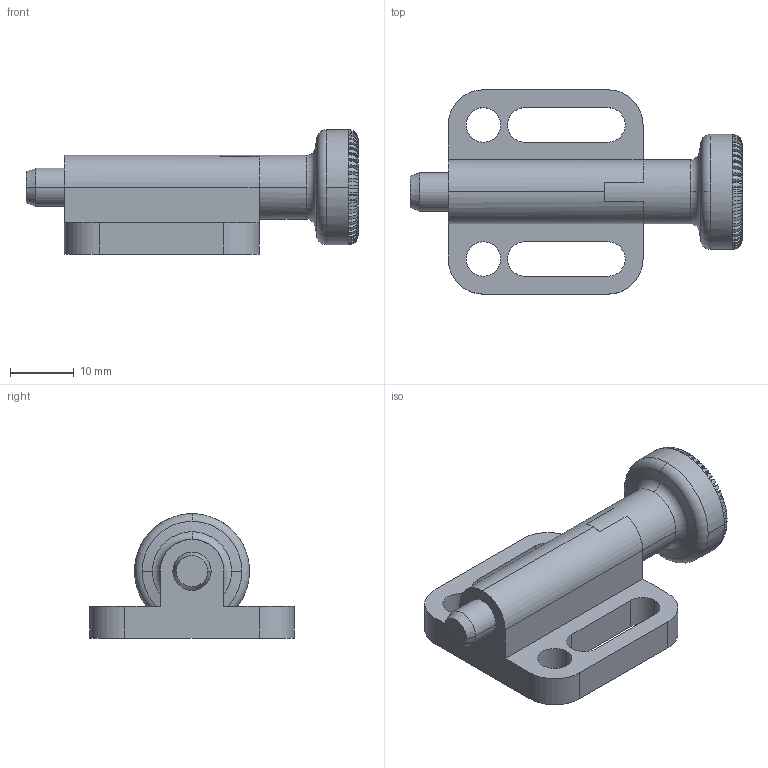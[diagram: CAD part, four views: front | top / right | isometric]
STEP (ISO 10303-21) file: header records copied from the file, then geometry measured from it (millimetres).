
FILE_DESCRIPTION(('STEP AP214'),'1');
FILE_NAME('HALDERN_EH_22110_0346.stp','2017-06-08T09:44:20',('TraceParts'),('TraceParts S.A.'),'Spatial InterOp 3D',' ',' ');
FILE_SCHEMA(('automotive_design'));
Length unit declared in the file: millimetre
Products named in the file (2): HALDERN_EH_22110_0346_1; HALDERN_EH_22110_0346_2
Bounding box: 52 x 32 x 19.5 mm (x, y, z)
Volume: 8846.1 mm3; surface area: 5800.9 mm2
Topology: 2 solids, 2 shells, 323 faces, 852 edges, 534 vertices
Faces by surface type: plane 231, torus 56, cylinder 32, cone 4
Entity records: 14517 total; most frequent: CARTESIAN_POINT 3911, ORIENTED_EDGE 1704, DIRECTION 1654, EDGE_CURVE 852, AXIS2_PLACEMENT_3D 577, VERTEX_POINT 534, LINE 500, VECTOR 500
